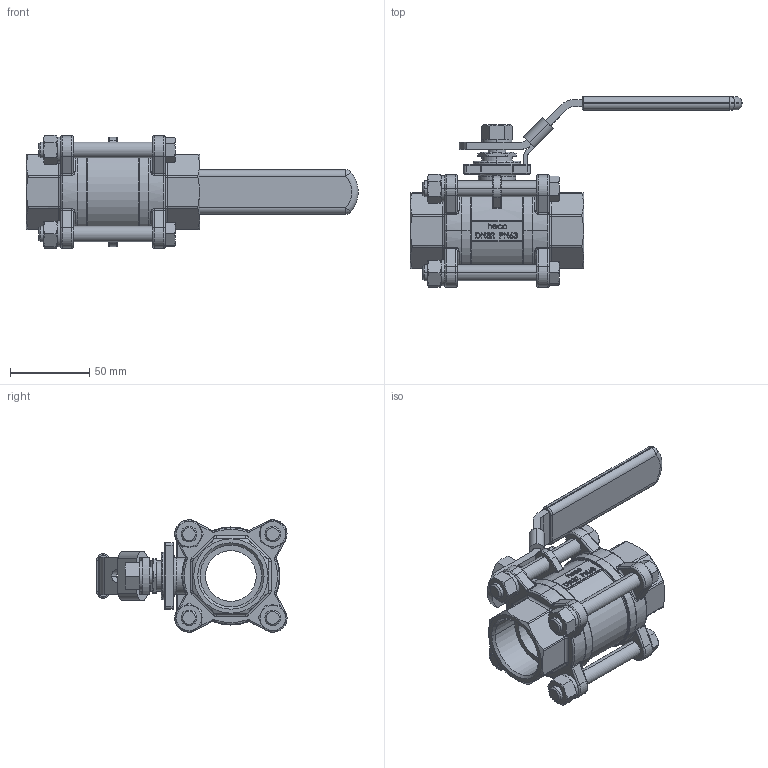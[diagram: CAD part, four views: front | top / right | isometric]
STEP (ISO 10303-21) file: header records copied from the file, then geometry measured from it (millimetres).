
FILE_DESCRIPTION (( 'STEP AP214' ), '1' );
FILE_NAME ('K3-114-0IG-4 Kugelhahn heco step214.STEP', '2011-02-17T14:44:47', ( 'Azubi CAD' ), ( 'heco GmbH' ), 'SwSTEP 2.0', 'SolidWorks 2005235', '' );
FILE_SCHEMA (( 'AUTOMOTIVE_DESIGN' ));
Length unit declared in the file: millimetre
Products named in the file (1): K3-114-0IG-4 Kugelhahn heco step214
Bounding box: 209.94 x 120.7 x 71.51 mm (x, y, z)
Volume: 272969.3 mm3; surface area: 75622.6 mm2
Topology: 1 solids, 1 shells, 1200 faces, 2931 edges, 1789 vertices
Faces by surface type: plane 444, cylinder 278, bspline 205, torus 135, cone 118, sphere 20
Entity records: 81846 total; most frequent: CARTESIAN_POINT 41686, ORIENTED_EDGE 5822, DIRECTION 5207, EDGE_CURVE 2911, AXIS2_PLACEMENT_3D 1914, VERTEX_POINT 1789, VECTOR 1379, LINE 1379
